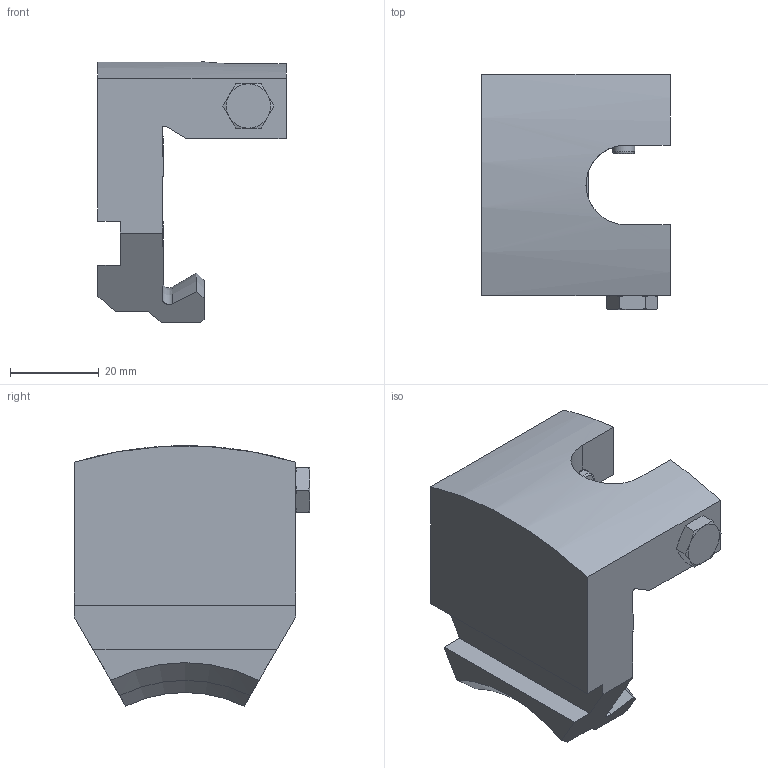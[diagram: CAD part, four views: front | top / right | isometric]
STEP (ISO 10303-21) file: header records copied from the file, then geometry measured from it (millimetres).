
FILE_DESCRIPTION(/* description */ (''),/* implementation_level */ '2;1');
FILE_NAME(/* name */ '10001103277nxv000_00_214.stp',/* time_stamp */ '2022-09-27T08:50:03+02:00',/* author */ (''),/* organization */ (''),/* preprocessor_version */ 'ST-DEVELOPER v16.7',/* originating_system */ 'SIEMENS PLM Software NX 12.0',/* authorisation */ '');
FILE_SCHEMA (('AUTOMOTIVE_DESIGN { 1 0 10303 214 3 1 1 1 }'));
Length unit declared in the file: millimetre
Products named in the file (1): 10001103277nxv000_00
Bounding box: 42.5 x 53.2 x 58.86 mm (x, y, z)
Volume: 50342.5 mm3; surface area: 12691.2 mm2
Topology: 1 solids, 1 shells, 61 faces, 163 edges, 104 vertices
Faces by surface type: plane 27, cone 21, cylinder 9, torus 3, sphere 1
Full cylindrical faces by diameter (mm): 5 x1, 5.387 x1
Entity records: 2063 total; most frequent: CARTESIAN_POINT 614, ORIENTED_EDGE 310, DIRECTION 279, EDGE_CURVE 155, AXIS2_PLACEMENT_3D 109, VERTEX_POINT 100, EDGE_LOOP 65, ADVANCED_FACE 61
